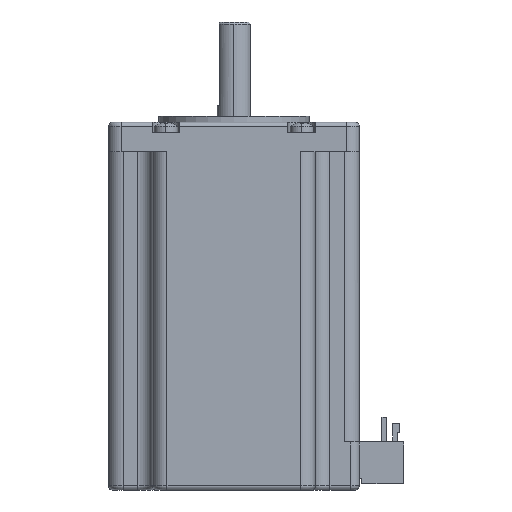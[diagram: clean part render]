
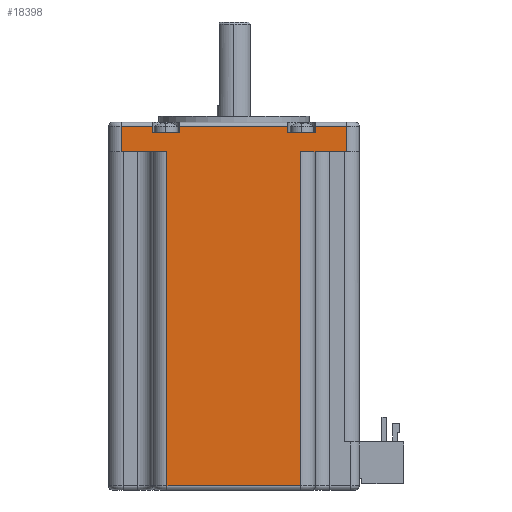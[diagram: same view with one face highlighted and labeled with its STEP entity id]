
A CAD part, left-side view. The second image highlights one B-rep face of the part: STEP entity #18398.
In plain terms, the highlighted planar face has unit normal (-1, 0, 0).
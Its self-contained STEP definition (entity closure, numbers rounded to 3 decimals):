
#383=DIRECTION('',(0.,-1.,0.));
#384=VECTOR('',#383,32.);
#385=CARTESIAN_POINT('',(-30.,16.,1.));
#386=LINE('',#385,#384);
#387=DIRECTION('',(0.,1.,0.));
#388=VECTOR('',#387,11.);
#389=CARTESIAN_POINT('',(-30.,16.,81.));
#390=LINE('',#389,#388);
#391=DIRECTION('',(0.,-1.,0.));
#392=VECTOR('',#391,6.6);
#393=CARTESIAN_POINT('',(-30.,19.55,85.5));
#394=LINE('',#393,#392);
#395=DIRECTION('',(0.,0.,1.));
#396=VECTOR('',#395,1.5);
#397=CARTESIAN_POINT('',(-30.,12.95,85.5));
#398=LINE('',#397,#396);
#399=DIRECTION('',(0.,0.,1.));
#400=VECTOR('',#399,1.5);
#401=CARTESIAN_POINT('',(-30.,-19.55,85.5));
#402=LINE('',#401,#400);
#403=DIRECTION('',(0.,1.,0.));
#404=VECTOR('',#403,11.);
#405=CARTESIAN_POINT('',(-30.,-27.,81.));
#406=LINE('',#405,#404);
#411=DIRECTION('',(0.,0.,-1.));
#412=VECTOR('',#411,80.);
#413=CARTESIAN_POINT('',(-30.,16.,81.));
#414=LINE('',#413,#412);
#7212=DIRECTION('',(0.,0.,1.));
#7213=VECTOR('',#7212,80.);
#7214=CARTESIAN_POINT('',(-30.,-16.,1.));
#7215=LINE('',#7214,#7213);
#7322=DIRECTION('',(0.,0.,1.));
#7323=VECTOR('',#7322,6.);
#7324=CARTESIAN_POINT('',(-30.,-27.,81.));
#7325=LINE('',#7324,#7323);
#7447=DIRECTION('',(0.,1.,0.));
#7448=VECTOR('',#7447,7.45);
#7449=CARTESIAN_POINT('',(-30.,19.55,87.));
#7450=LINE('',#7449,#7448);
#7460=DIRECTION('',(0.,0.,1.));
#7461=VECTOR('',#7460,1.5);
#7462=CARTESIAN_POINT('',(-30.,19.55,85.5));
#7463=LINE('',#7462,#7461);
#7504=DIRECTION('',(0.,1.,0.));
#7505=VECTOR('',#7504,25.9);
#7506=CARTESIAN_POINT('',(-30.,-12.95,87.));
#7507=LINE('',#7506,#7505);
#7521=DIRECTION('',(0.,0.,1.));
#7522=VECTOR('',#7521,1.5);
#7523=CARTESIAN_POINT('',(-30.,-12.95,85.5));
#7524=LINE('',#7523,#7522);
#7538=DIRECTION('',(0.,1.,0.));
#7539=VECTOR('',#7538,6.6);
#7540=CARTESIAN_POINT('',(-30.,-19.55,85.5));
#7541=LINE('',#7540,#7539);
#7569=DIRECTION('',(0.,1.,0.));
#7570=VECTOR('',#7569,7.45);
#7571=CARTESIAN_POINT('',(-30.,-27.,87.));
#7572=LINE('',#7571,#7570);
#8012=DIRECTION('',(0.,0.,-1.));
#8013=VECTOR('',#8012,6.);
#8014=CARTESIAN_POINT('',(-30.,27.,87.));
#8015=LINE('',#8014,#8013);
#13254=CARTESIAN_POINT('',(-30.,16.,1.));
#13255=VERTEX_POINT('',#13254);
#13298=CARTESIAN_POINT('',(-30.,-16.,1.));
#13299=VERTEX_POINT('',#13298);
#13300=CARTESIAN_POINT('',(-30.,16.,81.));
#13301=VERTEX_POINT('',#13300);
#13302=CARTESIAN_POINT('',(-30.,27.,81.));
#13303=VERTEX_POINT('',#13302);
#13304=CARTESIAN_POINT('',(-30.,27.,87.));
#13305=VERTEX_POINT('',#13304);
#13306=CARTESIAN_POINT('',(-30.,19.55,87.));
#13307=VERTEX_POINT('',#13306);
#13308=CARTESIAN_POINT('',(-30.,19.55,85.5));
#13309=VERTEX_POINT('',#13308);
#13310=CARTESIAN_POINT('',(-30.,12.95,85.5));
#13311=VERTEX_POINT('',#13310);
#13312=CARTESIAN_POINT('',(-30.,12.95,87.));
#13313=VERTEX_POINT('',#13312);
#13314=CARTESIAN_POINT('',(-30.,-12.95,87.));
#13315=VERTEX_POINT('',#13314);
#13316=CARTESIAN_POINT('',(-30.,-12.95,85.5));
#13317=VERTEX_POINT('',#13316);
#13318=CARTESIAN_POINT('',(-30.,-19.55,85.5));
#13319=VERTEX_POINT('',#13318);
#13320=CARTESIAN_POINT('',(-30.,-19.55,87.));
#13321=VERTEX_POINT('',#13320);
#13322=CARTESIAN_POINT('',(-30.,-27.,87.));
#13323=VERTEX_POINT('',#13322);
#13324=CARTESIAN_POINT('',(-30.,-27.,81.));
#13325=VERTEX_POINT('',#13324);
#13326=CARTESIAN_POINT('',(-30.,-16.,81.));
#13327=VERTEX_POINT('',#13326);
#18360=CARTESIAN_POINT('',(-30.,30.,0.));
#18361=DIRECTION('',(-1.,0.,0.));
#18362=DIRECTION('',(0.,-1.,0.));
#18363=AXIS2_PLACEMENT_3D('',#18360,#18361,#18362);
#18364=PLANE('',#18363);
#18366=ORIENTED_EDGE('',*,*,#18365,.F.);
#18368=ORIENTED_EDGE('',*,*,#18367,.T.);
#18370=ORIENTED_EDGE('',*,*,#18369,.F.);
#18372=ORIENTED_EDGE('',*,*,#18371,.F.);
#18374=ORIENTED_EDGE('',*,*,#18373,.F.);
#18376=ORIENTED_EDGE('',*,*,#18375,.T.);
#18378=ORIENTED_EDGE('',*,*,#18377,.T.);
#18380=ORIENTED_EDGE('',*,*,#18379,.F.);
#18382=ORIENTED_EDGE('',*,*,#18381,.F.);
#18384=ORIENTED_EDGE('',*,*,#18383,.F.);
#18386=ORIENTED_EDGE('',*,*,#18385,.T.);
#18388=ORIENTED_EDGE('',*,*,#18387,.F.);
#18390=ORIENTED_EDGE('',*,*,#18389,.F.);
#18392=ORIENTED_EDGE('',*,*,#18391,.T.);
#18394=ORIENTED_EDGE('',*,*,#18393,.F.);
#18395=ORIENTED_EDGE('',*,*,#18354,.F.);
#18396=EDGE_LOOP('',(#18366,#18368,#18370,#18372,#18374,#18376,#18378,#18380,
#18382,#18384,#18386,#18388,#18390,#18392,#18394,#18395));
#18397=FACE_OUTER_BOUND('',#18396,.F.);
#18398=ADVANCED_FACE('',(#18397),#18364,.T.);
#18354=EDGE_CURVE('',#13255,#13299,#386,.T.);
#18365=EDGE_CURVE('',#13301,#13255,#414,.T.);
#18367=EDGE_CURVE('',#13301,#13303,#390,.T.);
#18369=EDGE_CURVE('',#13305,#13303,#8015,.T.);
#18371=EDGE_CURVE('',#13307,#13305,#7450,.T.);
#18373=EDGE_CURVE('',#13309,#13307,#7463,.T.);
#18375=EDGE_CURVE('',#13309,#13311,#394,.T.);
#18377=EDGE_CURVE('',#13311,#13313,#398,.T.);
#18379=EDGE_CURVE('',#13315,#13313,#7507,.T.);
#18381=EDGE_CURVE('',#13317,#13315,#7524,.T.);
#18383=EDGE_CURVE('',#13319,#13317,#7541,.T.);
#18385=EDGE_CURVE('',#13319,#13321,#402,.T.);
#18387=EDGE_CURVE('',#13323,#13321,#7572,.T.);
#18389=EDGE_CURVE('',#13325,#13323,#7325,.T.);
#18391=EDGE_CURVE('',#13325,#13327,#406,.T.);
#18393=EDGE_CURVE('',#13299,#13327,#7215,.T.);
